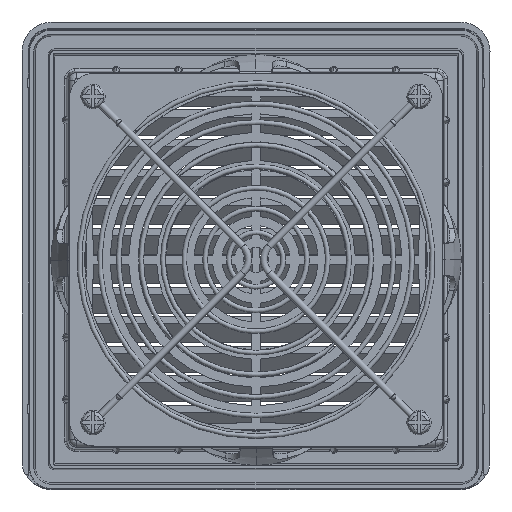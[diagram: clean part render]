
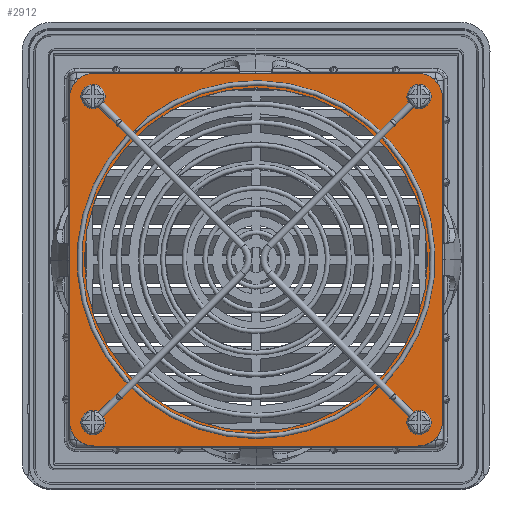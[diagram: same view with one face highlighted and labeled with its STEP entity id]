
A CAD part, top view. The second image highlights one B-rep face of the part: STEP entity #2912.
In plain terms, the highlighted planar face has unit normal (0, 0, 1).
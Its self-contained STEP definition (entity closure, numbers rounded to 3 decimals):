
#2912=ADVANCED_FACE('',(#5208,#5209),#3739,.T.);
#3739=PLANE('',#25286);
#5208=FACE_BOUND('',#6427,.T.);
#5209=FACE_BOUND('',#6428,.T.);
#6427=EDGE_LOOP('',(#15635));
#6428=EDGE_LOOP('',(#15636,#15637,#15638,#15639,#15640,#15641,#15642,#15643));
#8306=LINE('',#42901,#10175);
#8309=LINE('',#42907,#10178);
#8310=LINE('',#42914,#10179);
#8314=LINE('',#42922,#10183);
#10175=VECTOR('',#30322,1.);
#10178=VECTOR('',#30327,1.);
#10179=VECTOR('',#30336,1.);
#10183=VECTOR('',#30342,1.);
#15635=ORIENTED_EDGE('',*,*,#22248,.F.);
#15636=ORIENTED_EDGE('',*,*,#22247,.F.);
#15637=ORIENTED_EDGE('',*,*,#22256,.T.);
#15638=ORIENTED_EDGE('',*,*,#22250,.F.);
#15639=ORIENTED_EDGE('',*,*,#22257,.T.);
#15640=ORIENTED_EDGE('',*,*,#22244,.F.);
#15641=ORIENTED_EDGE('',*,*,#22258,.T.);
#15642=ORIENTED_EDGE('',*,*,#22254,.F.);
#15643=ORIENTED_EDGE('',*,*,#22259,.T.);
#19101=VERTEX_POINT('',#42898);
#19102=VERTEX_POINT('',#42900);
#19103=VERTEX_POINT('',#42904);
#19104=VERTEX_POINT('',#42906);
#19105=VERTEX_POINT('',#42910);
#19107=VERTEX_POINT('',#42915);
#19108=VERTEX_POINT('',#42916);
#19109=VERTEX_POINT('',#42921);
#19110=VERTEX_POINT('',#42923);
#22244=EDGE_CURVE('',#19102,#19101,#8306,.T.);
#22247=EDGE_CURVE('',#19104,#19103,#8309,.T.);
#22248=EDGE_CURVE('',#19105,#19105,#23546,.T.);
#22250=EDGE_CURVE('',#19107,#19108,#8310,.T.);
#22254=EDGE_CURVE('',#19109,#19110,#8314,.T.);
#22256=EDGE_CURVE('',#19104,#19108,#23548,.T.);
#22257=EDGE_CURVE('',#19107,#19101,#23549,.T.);
#22258=EDGE_CURVE('',#19102,#19110,#23550,.T.);
#22259=EDGE_CURVE('',#19109,#19103,#23551,.T.);
#23546=CIRCLE('',#25277,55.298);
#23548=CIRCLE('',#25282,8.);
#23549=CIRCLE('',#25283,8.);
#23550=CIRCLE('',#25284,8.);
#23551=CIRCLE('',#25285,8.);
#25277=AXIS2_PLACEMENT_3D('',#42909,#30330,#30331);
#25282=AXIS2_PLACEMENT_3D('',#42926,#30346,#30347);
#25283=AXIS2_PLACEMENT_3D('',#42927,#30348,#30349);
#25284=AXIS2_PLACEMENT_3D('',#42928,#30350,#30351);
#25285=AXIS2_PLACEMENT_3D('',#42929,#30352,#30353);
#25286=AXIS2_PLACEMENT_3D('',#42930,#30354,#30355);
#30322=DIRECTION('',(0.,1.,0.));
#30327=DIRECTION('',(0.,-1.,0.));
#30330=DIRECTION('',(0.,0.,1.));
#30331=DIRECTION('',(1.,0.,0.));
#30336=DIRECTION('',(1.,0.,0.));
#30342=DIRECTION('',(-1.,0.,0.));
#30346=DIRECTION('',(0.,0.,1.));
#30347=DIRECTION('',(1.,0.,0.));
#30348=DIRECTION('',(0.,0.,1.));
#30349=DIRECTION('',(1.,0.,0.));
#30350=DIRECTION('',(0.,0.,1.));
#30351=DIRECTION('',(1.,0.,0.));
#30352=DIRECTION('',(0.,0.,1.));
#30353=DIRECTION('',(1.,0.,0.));
#30354=DIRECTION('',(0.,0.,1.));
#30355=DIRECTION('',(1.,0.,0.));
#42898=CARTESIAN_POINT('',(-464.824,-735.093,64.5));
#42900=CARTESIAN_POINT('',(-464.824,-839.19,64.5));
#42901=CARTESIAN_POINT('',(-464.824,-787.142,64.5));
#42904=CARTESIAN_POINT('',(-344.728,-839.19,64.5));
#42906=CARTESIAN_POINT('',(-344.728,-735.093,64.5));
#42907=CARTESIAN_POINT('',(-344.728,-787.142,64.5));
#42909=CARTESIAN_POINT('',(-404.776,-787.142,64.5));
#42910=CARTESIAN_POINT('',(-349.478,-787.142,64.5));
#42914=CARTESIAN_POINT('',(-404.776,-727.093,64.5));
#42915=CARTESIAN_POINT('',(-456.824,-727.093,64.5));
#42916=CARTESIAN_POINT('',(-352.728,-727.093,64.5));
#42921=CARTESIAN_POINT('',(-352.728,-847.19,64.5));
#42922=CARTESIAN_POINT('',(-404.776,-847.19,64.5));
#42923=CARTESIAN_POINT('',(-456.824,-847.19,64.5));
#42926=CARTESIAN_POINT('',(-352.728,-735.093,64.5));
#42927=CARTESIAN_POINT('',(-456.824,-735.093,64.5));
#42928=CARTESIAN_POINT('',(-456.824,-839.19,64.5));
#42929=CARTESIAN_POINT('',(-352.728,-839.19,64.5));
#42930=CARTESIAN_POINT('',(-404.776,-787.142,64.5));
